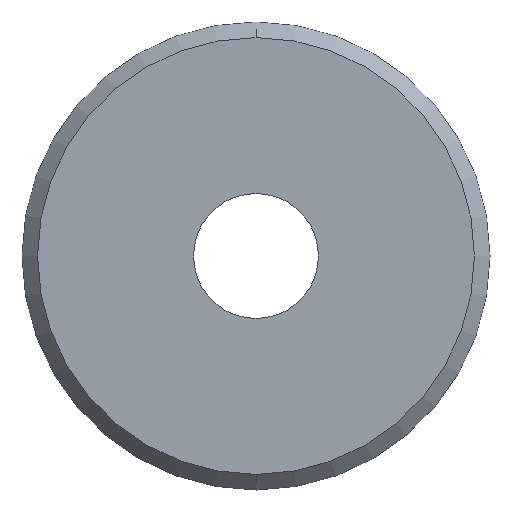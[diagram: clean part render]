
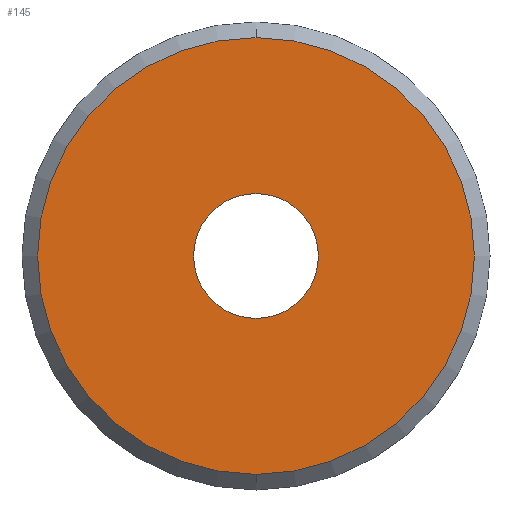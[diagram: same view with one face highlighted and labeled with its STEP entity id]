
A CAD part, front view. The second image highlights one B-rep face of the part: STEP entity #145.
In plain terms, the highlighted planar face has unit normal (0, -1, 0).
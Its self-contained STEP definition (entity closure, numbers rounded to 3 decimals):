
#3 = CIRCLE ( 'NONE', #187, 14. ) ;
#6 = ORIENTED_EDGE ( 'NONE', *, *, #165, .T. ) ;
#16 = DIRECTION ( 'NONE',  ( 0., -1., 0. ) ) ;
#17 = DIRECTION ( 'NONE',  ( 0., 1., 0. ) ) ;
#20 = VERTEX_POINT ( 'NONE', #273 ) ;
#22 = CARTESIAN_POINT ( 'NONE',  ( 0., 0., -4. ) ) ;
#24 = CIRCLE ( 'NONE', #227, 14. ) ;
#25 = DIRECTION ( 'NONE',  ( 0., 0., 1. ) ) ;
#30 = CARTESIAN_POINT ( 'NONE',  ( 0., 0., 0. ) ) ;
#40 = AXIS2_PLACEMENT_3D ( 'NONE', #30, #302, #80 ) ;
#70 = DIRECTION ( 'NONE',  ( 0., 0., 1. ) ) ;
#71 = FACE_OUTER_BOUND ( 'NONE', #265, .T. ) ;
#72 = CARTESIAN_POINT ( 'NONE',  ( 0., 0., 0. ) ) ;
#80 = DIRECTION ( 'NONE',  ( 0., 0., -1. ) ) ;
#84 = VERTEX_POINT ( 'NONE', #22 ) ;
#92 = DIRECTION ( 'NONE',  ( 0., -1., 0. ) ) ;
#93 = CARTESIAN_POINT ( 'NONE',  ( 0., 0., 14. ) ) ;
#94 = EDGE_CURVE ( 'NONE', #20, #84, #138, .T. ) ;
#98 = DIRECTION ( 'NONE',  ( 0., -1., 0. ) ) ;
#113 = EDGE_LOOP ( 'NONE', ( #293, #118 ) ) ;
#118 = ORIENTED_EDGE ( 'NONE', *, *, #94, .F. ) ;
#136 = FACE_BOUND ( 'NONE', #113, .T. ) ;
#138 = CIRCLE ( 'NONE', #40, 4. ) ;
#139 = VERTEX_POINT ( 'NONE', #93 ) ;
#142 = CARTESIAN_POINT ( 'NONE',  ( 0., 0., 0. ) ) ;
#145 = ADVANCED_FACE ( 'NONE', ( #136, #71 ), #270, .F. ) ;
#153 = AXIS2_PLACEMENT_3D ( 'NONE', #142, #92, #198 ) ;
#158 = EDGE_CURVE ( 'NONE', #84, #20, #309, .T. ) ;
#161 = CARTESIAN_POINT ( 'NONE',  ( 0., 0., 0. ) ) ;
#165 = EDGE_CURVE ( 'NONE', #139, #203, #3, .T. ) ;
#171 = AXIS2_PLACEMENT_3D ( 'NONE', #308, #17, #70 ) ;
#187 = AXIS2_PLACEMENT_3D ( 'NONE', #161, #16, #220 ) ;
#198 = DIRECTION ( 'NONE',  ( 0., 0., -1. ) ) ;
#203 = VERTEX_POINT ( 'NONE', #257 ) ;
#220 = DIRECTION ( 'NONE',  ( 0., 0., 1. ) ) ;
#227 = AXIS2_PLACEMENT_3D ( 'NONE', #72, #98, #25 ) ;
#241 = ORIENTED_EDGE ( 'NONE', *, *, #267, .T. ) ;
#257 = CARTESIAN_POINT ( 'NONE',  ( 0., 0., -14. ) ) ;
#265 = EDGE_LOOP ( 'NONE', ( #6, #241 ) ) ;
#267 = EDGE_CURVE ( 'NONE', #203, #139, #24, .T. ) ;
#270 = PLANE ( 'NONE',  #171 ) ;
#273 = CARTESIAN_POINT ( 'NONE',  ( 0., 0., 4. ) ) ;
#293 = ORIENTED_EDGE ( 'NONE', *, *, #158, .F. ) ;
#302 = DIRECTION ( 'NONE',  ( 0., -1., 0. ) ) ;
#308 = CARTESIAN_POINT ( 'NONE',  ( 0., 0., 0. ) ) ;
#309 = CIRCLE ( 'NONE', #153, 4. ) ;
